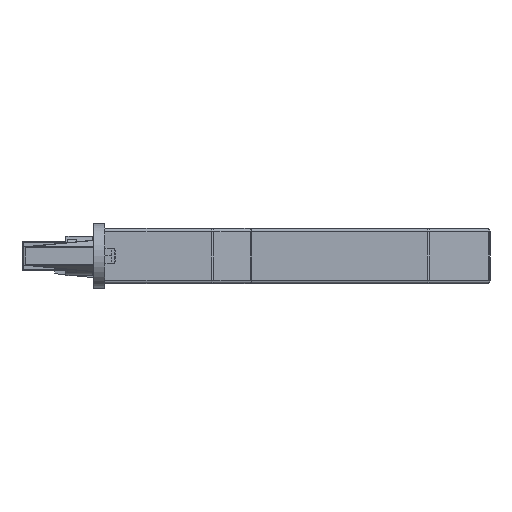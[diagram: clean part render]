
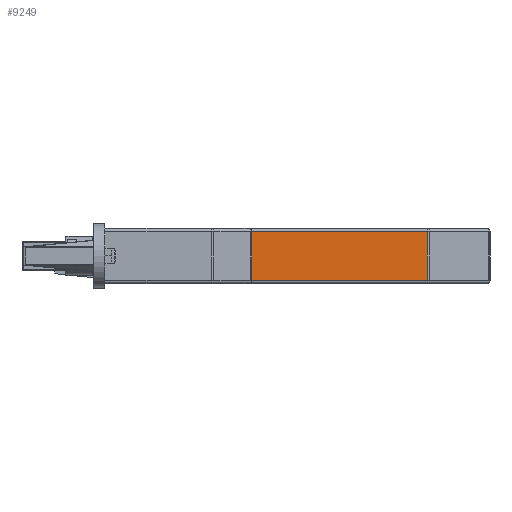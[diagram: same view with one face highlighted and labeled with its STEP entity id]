
A CAD part, front view. The second image highlights one B-rep face of the part: STEP entity #9249.
In plain terms, the highlighted face is planar.
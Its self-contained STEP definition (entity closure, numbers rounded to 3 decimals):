
#439 = ORIENTED_EDGE ( 'NONE', *, *, #4890, .T. ) ;
#630 = VECTOR ( 'NONE', #16049, 1000. ) ;
#791 = ORIENTED_EDGE ( 'NONE', *, *, #12948, .T. ) ;
#903 = VERTEX_POINT ( 'NONE', #5365 ) ;
#1535 = CARTESIAN_POINT ( 'NONE',  ( 14., 145.3, -0.75 ) ) ;
#1740 = DIRECTION ( 'NONE',  ( 0., 0., -1. ) ) ;
#2405 = LINE ( 'NONE', #2757, #5805 ) ;
#2419 = DIRECTION ( 'NONE',  ( 0., 1., 0. ) ) ;
#2757 = CARTESIAN_POINT ( 'NONE',  ( 14., 145.3, 12.75 ) ) ;
#2952 = EDGE_CURVE ( 'NONE', #11223, #9120, #5943, .T. ) ;
#3100 = ORIENTED_EDGE ( 'NONE', *, *, #21486, .T. ) ;
#3315 = LINE ( 'NONE', #1535, #630 ) ;
#3764 = CARTESIAN_POINT ( 'NONE',  ( 44.75, 145.3, 6. ) ) ;
#3877 = EDGE_CURVE ( 'NONE', #903, #5223, #11123, .T. ) ;
#4217 = CARTESIAN_POINT ( 'NONE',  ( 14., 145.3, 12.75 ) ) ;
#4836 = EDGE_LOOP ( 'NONE', ( #20231, #3100 ) ) ;
#4886 = CARTESIAN_POINT ( 'NONE',  ( 44.75, 145.3, 4.25 ) ) ;
#4890 = EDGE_CURVE ( 'NONE', #14818, #17756, #13763, .T. ) ;
#5223 = VERTEX_POINT ( 'NONE', #4217 ) ;
#5365 = CARTESIAN_POINT ( 'NONE',  ( 14., 145.3, -0.75 ) ) ;
#5805 = VECTOR ( 'NONE', #22123, 1000. ) ;
#5943 = CIRCLE ( 'NONE', #21123, 1.75 ) ;
#5982 = DIRECTION ( 'NONE',  ( 0., 0., 1. ) ) ;
#6224 = PLANE ( 'NONE',  #6262 ) ;
#6262 = AXIS2_PLACEMENT_3D ( 'NONE', #13492, #2419, #5982 ) ;
#6953 = CARTESIAN_POINT ( 'NONE',  ( 44.75, 145.3, 7.75 ) ) ;
#7111 = CARTESIAN_POINT ( 'NONE',  ( 103.586, 145.3, -0.75 ) ) ;
#7613 = CIRCLE ( 'NONE', #20895, 1.75 ) ;
#7934 = VECTOR ( 'NONE', #17440, 1000. ) ;
#8079 = DIRECTION ( 'NONE',  ( 0., 0., -1. ) ) ;
#9019 = CARTESIAN_POINT ( 'NONE',  ( 103.586, 145.3, 12.75 ) ) ;
#9120 = VERTEX_POINT ( 'NONE', #6953 ) ;
#9249 = ADVANCED_FACE ( 'NONE', ( #18697, #22497 ), #6224, .T. ) ;
#9453 = CARTESIAN_POINT ( 'NONE',  ( 14., 145.3, -1.75 ) ) ;
#9655 = ORIENTED_EDGE ( 'NONE', *, *, #3877, .T. ) ;
#10661 = DIRECTION ( 'NONE',  ( 0., -1., 0. ) ) ;
#11123 = LINE ( 'NONE', #9453, #15862 ) ;
#11223 = VERTEX_POINT ( 'NONE', #4886 ) ;
#11293 = CARTESIAN_POINT ( 'NONE',  ( 44.75, 145.3, 6. ) ) ;
#12948 = EDGE_CURVE ( 'NONE', #17756, #903, #3315, .T. ) ;
#13492 = CARTESIAN_POINT ( 'NONE',  ( 14., 145.3, -1.75 ) ) ;
#13741 = ORIENTED_EDGE ( 'NONE', *, *, #14087, .T. ) ;
#13763 = LINE ( 'NONE', #15422, #7934 ) ;
#14087 = EDGE_CURVE ( 'NONE', #5223, #14818, #2405, .T. ) ;
#14818 = VERTEX_POINT ( 'NONE', #9019 ) ;
#15015 = EDGE_LOOP ( 'NONE', ( #9655, #13741, #439, #791 ) ) ;
#15422 = CARTESIAN_POINT ( 'NONE',  ( 103.586, 145.3, -1.75 ) ) ;
#15862 = VECTOR ( 'NONE', #18357, 1000. ) ;
#16049 = DIRECTION ( 'NONE',  ( -1., 0., 0. ) ) ;
#17440 = DIRECTION ( 'NONE',  ( 0., 0., -1. ) ) ;
#17756 = VERTEX_POINT ( 'NONE', #7111 ) ;
#18357 = DIRECTION ( 'NONE',  ( 0., 0., 1. ) ) ;
#18697 = FACE_BOUND ( 'NONE', #4836, .T. ) ;
#20231 = ORIENTED_EDGE ( 'NONE', *, *, #2952, .T. ) ;
#20895 = AXIS2_PLACEMENT_3D ( 'NONE', #3764, #10661, #1740 ) ;
#21123 = AXIS2_PLACEMENT_3D ( 'NONE', #11293, #22329, #8079 ) ;
#21486 = EDGE_CURVE ( 'NONE', #9120, #11223, #7613, .T. ) ;
#22123 = DIRECTION ( 'NONE',  ( 1., 0., 0. ) ) ;
#22329 = DIRECTION ( 'NONE',  ( 0., -1., 0. ) ) ;
#22497 = FACE_OUTER_BOUND ( 'NONE', #15015, .T. ) ;
